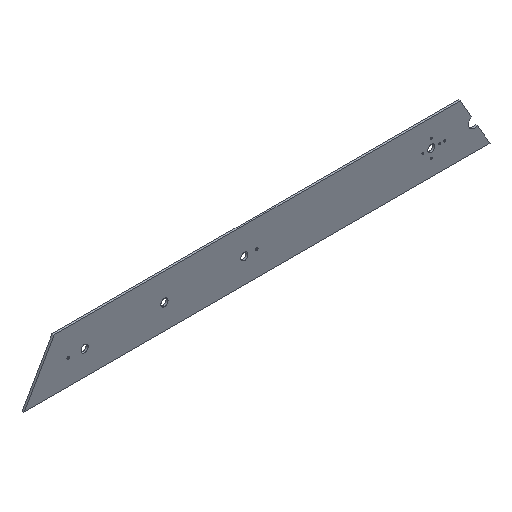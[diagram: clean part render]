
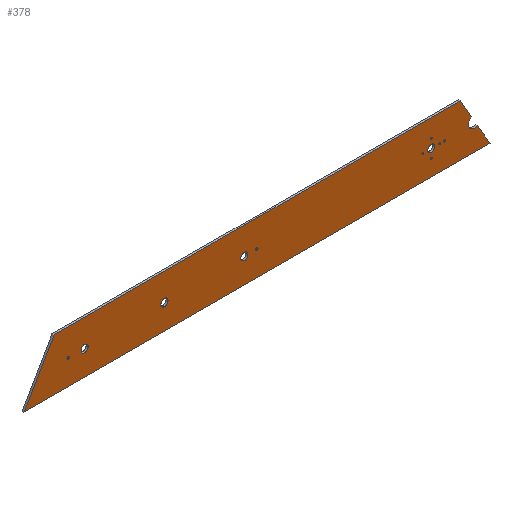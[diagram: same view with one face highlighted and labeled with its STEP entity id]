
A CAD part, isometric view. The second image highlights one B-rep face of the part: STEP entity #378.
In plain terms, the highlighted planar face has unit normal (0, -1, 0).
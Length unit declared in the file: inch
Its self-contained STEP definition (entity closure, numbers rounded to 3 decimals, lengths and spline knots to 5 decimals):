
#30=FACE_BOUND('',#89,.T.);
#31=FACE_BOUND('',#90,.T.);
#32=FACE_BOUND('',#91,.T.);
#33=FACE_BOUND('',#92,.T.);
#34=FACE_BOUND('',#93,.T.);
#35=FACE_BOUND('',#94,.T.);
#36=FACE_BOUND('',#95,.T.);
#37=FACE_BOUND('',#96,.T.);
#38=FACE_BOUND('',#97,.T.);
#39=FACE_BOUND('',#98,.T.);
#40=FACE_BOUND('',#99,.T.);
#66=FACE_OUTER_BOUND('',#88,.T.);
#88=EDGE_LOOP('',(#285,#286,#287,#288,#289,#290));
#89=EDGE_LOOP('',(#291));
#90=EDGE_LOOP('',(#292));
#91=EDGE_LOOP('',(#293));
#92=EDGE_LOOP('',(#294));
#93=EDGE_LOOP('',(#295));
#94=EDGE_LOOP('',(#296));
#95=EDGE_LOOP('',(#297));
#96=EDGE_LOOP('',(#298));
#97=EDGE_LOOP('',(#299));
#98=EDGE_LOOP('',(#300));
#99=EDGE_LOOP('',(#301));
#146=LINE('',#579,#162);
#147=LINE('',#581,#163);
#148=LINE('',#583,#164);
#149=LINE('',#585,#165);
#150=LINE('',#586,#166);
#162=VECTOR('',#463,2.84112);
#163=VECTOR('',#464,50.80812);
#164=VECTOR('',#465,7.50555);
#165=VECTOR('',#466,58.31368);
#166=VECTOR('',#467,3.16443);
#178=CIRCLE('',#409,0.75);
#179=CIRCLE('',#410,0.445);
#180=CIRCLE('',#411,0.445);
#181=CIRCLE('',#412,0.445);
#182=CIRCLE('',#413,0.1325);
#183=CIRCLE('',#414,0.1325);
#184=CIRCLE('',#415,0.4375);
#185=CIRCLE('',#416,0.103);
#186=CIRCLE('',#417,0.103);
#187=CIRCLE('',#418,0.103);
#188=CIRCLE('',#419,0.103);
#189=CIRCLE('',#420,0.1325);
#205=VERTEX_POINT('',#575);
#206=VERTEX_POINT('',#576);
#207=VERTEX_POINT('',#578);
#208=VERTEX_POINT('',#580);
#209=VERTEX_POINT('',#582);
#210=VERTEX_POINT('',#584);
#211=VERTEX_POINT('',#587);
#212=VERTEX_POINT('',#589);
#213=VERTEX_POINT('',#591);
#214=VERTEX_POINT('',#593);
#215=VERTEX_POINT('',#595);
#216=VERTEX_POINT('',#597);
#217=VERTEX_POINT('',#599);
#218=VERTEX_POINT('',#601);
#219=VERTEX_POINT('',#603);
#220=VERTEX_POINT('',#605);
#221=VERTEX_POINT('',#607);
#242=EDGE_CURVE('',#205,#206,#178,.T.);
#243=EDGE_CURVE('',#207,#205,#146,.T.);
#244=EDGE_CURVE('',#207,#208,#147,.T.);
#245=EDGE_CURVE('',#209,#208,#148,.T.);
#246=EDGE_CURVE('',#209,#210,#149,.T.);
#247=EDGE_CURVE('',#206,#210,#150,.T.);
#248=EDGE_CURVE('',#211,#211,#179,.T.);
#249=EDGE_CURVE('',#212,#212,#180,.T.);
#250=EDGE_CURVE('',#213,#213,#181,.T.);
#251=EDGE_CURVE('',#214,#214,#182,.T.);
#252=EDGE_CURVE('',#215,#215,#183,.T.);
#253=EDGE_CURVE('',#216,#216,#184,.T.);
#254=EDGE_CURVE('',#217,#217,#185,.T.);
#255=EDGE_CURVE('',#218,#218,#186,.T.);
#256=EDGE_CURVE('',#219,#219,#187,.T.);
#257=EDGE_CURVE('',#220,#220,#188,.T.);
#258=EDGE_CURVE('',#221,#221,#189,.T.);
#285=ORIENTED_EDGE('',*,*,#242,.F.);
#286=ORIENTED_EDGE('',*,*,#243,.F.);
#287=ORIENTED_EDGE('',*,*,#244,.T.);
#288=ORIENTED_EDGE('',*,*,#245,.F.);
#289=ORIENTED_EDGE('',*,*,#246,.T.);
#290=ORIENTED_EDGE('',*,*,#247,.F.);
#291=ORIENTED_EDGE('',*,*,#248,.F.);
#292=ORIENTED_EDGE('',*,*,#249,.F.);
#293=ORIENTED_EDGE('',*,*,#250,.F.);
#294=ORIENTED_EDGE('',*,*,#251,.F.);
#295=ORIENTED_EDGE('',*,*,#252,.F.);
#296=ORIENTED_EDGE('',*,*,#253,.F.);
#297=ORIENTED_EDGE('',*,*,#254,.F.);
#298=ORIENTED_EDGE('',*,*,#255,.F.);
#299=ORIENTED_EDGE('',*,*,#256,.F.);
#300=ORIENTED_EDGE('',*,*,#257,.F.);
#301=ORIENTED_EDGE('',*,*,#258,.F.);
#371=PLANE('',#408);
#378=ADVANCED_FACE('',(#66,#30,#31,#32,#33,#34,#35,#36,#37,#38,#39,#40),
#371,.F.);
#408=AXIS2_PLACEMENT_3D('',#574,#459,#460);
#409=AXIS2_PLACEMENT_3D('',#577,#461,#462);
#410=AXIS2_PLACEMENT_3D('',#588,#468,#469);
#411=AXIS2_PLACEMENT_3D('',#590,#470,#471);
#412=AXIS2_PLACEMENT_3D('',#592,#472,#473);
#413=AXIS2_PLACEMENT_3D('',#594,#474,#475);
#414=AXIS2_PLACEMENT_3D('',#596,#476,#477);
#415=AXIS2_PLACEMENT_3D('',#598,#478,#479);
#416=AXIS2_PLACEMENT_3D('',#600,#480,#481);
#417=AXIS2_PLACEMENT_3D('',#602,#482,#483);
#418=AXIS2_PLACEMENT_3D('',#604,#484,#485);
#419=AXIS2_PLACEMENT_3D('',#606,#486,#487);
#420=AXIS2_PLACEMENT_3D('',#608,#488,#489);
#459=DIRECTION('center_axis',(0.,1.,0.));
#460=DIRECTION('ref_axis',(1.,0.,0.));
#461=DIRECTION('center_axis',(0.,-1.,0.));
#462=DIRECTION('ref_axis',(-0.5,0.,0.866));
#463=DIRECTION('',(0.5,0.,-0.866));
#464=DIRECTION('',(-1.,0.,0.));
#465=DIRECTION('',(0.5,0.,0.866));
#466=DIRECTION('',(1.,0.,0.));
#467=DIRECTION('',(0.5,0.,-0.866));
#468=DIRECTION('center_axis',(0.,-1.,0.));
#469=DIRECTION('ref_axis',(-1.,0.,0.));
#470=DIRECTION('center_axis',(0.,-1.,0.));
#471=DIRECTION('ref_axis',(-1.,0.,0.));
#472=DIRECTION('center_axis',(0.,-1.,0.));
#473=DIRECTION('ref_axis',(-1.,0.,0.));
#474=DIRECTION('center_axis',(0.,-1.,0.));
#475=DIRECTION('ref_axis',(-1.,0.,0.));
#476=DIRECTION('center_axis',(0.,-1.,0.));
#477=DIRECTION('ref_axis',(-1.,0.,0.));
#478=DIRECTION('center_axis',(0.,-1.,0.));
#479=DIRECTION('ref_axis',(-1.,0.,0.));
#480=DIRECTION('center_axis',(0.,-1.,0.));
#481=DIRECTION('ref_axis',(-1.,0.,0.));
#482=DIRECTION('center_axis',(0.,-1.,0.));
#483=DIRECTION('ref_axis',(-1.,0.,0.));
#484=DIRECTION('center_axis',(0.,-1.,0.));
#485=DIRECTION('ref_axis',(-1.,0.,0.));
#486=DIRECTION('center_axis',(0.,-1.,0.));
#487=DIRECTION('ref_axis',(-1.,0.,0.));
#488=DIRECTION('center_axis',(0.,-1.,0.));
#489=DIRECTION('ref_axis',(-1.,0.,0.));
#574=CARTESIAN_POINT('Origin',(0.,0.,0.));
#575=CARTESIAN_POINT('',(26.82462,0.,0.91452));
#576=CARTESIAN_POINT('',(27.57462,0.,-0.38452));
#577=CARTESIAN_POINT('Origin',(27.19962,0.,0.265));
#578=CARTESIAN_POINT('',(25.40406,0.,3.375));
#579=CARTESIAN_POINT('',(25.40406,0.,3.375));
#580=CARTESIAN_POINT('',(-25.40406,0.,3.375));
#581=CARTESIAN_POINT('',(25.40406,0.,3.375));
#582=CARTESIAN_POINT('',(-29.15684,0.,-3.125));
#583=CARTESIAN_POINT('',(-29.15684,0.,-3.125));
#584=CARTESIAN_POINT('',(29.15684,0.,-3.125));
#585=CARTESIAN_POINT('',(-29.15684,0.,-3.125));
#586=CARTESIAN_POINT('',(27.57462,0.,-0.38452));
#587=CARTESIAN_POINT('',(-22.02362,0.,0.));
#588=CARTESIAN_POINT('Origin',(-21.57862,0.,0.));
#589=CARTESIAN_POINT('',(-12.02362,0.,0.));
#590=CARTESIAN_POINT('Origin',(-11.57862,0.,0.));
#591=CARTESIAN_POINT('',(-2.02362,0.,0.));
#592=CARTESIAN_POINT('Origin',(-1.57862,0.,0.));
#593=CARTESIAN_POINT('',(-23.7575,0.,0.));
#594=CARTESIAN_POINT('Origin',(-23.625,0.,0.));
#595=CARTESIAN_POINT('',(23.3675,0.,0.));
#596=CARTESIAN_POINT('Origin',(23.5,0.,0.));
#597=CARTESIAN_POINT('',(21.375,0.,0.));
#598=CARTESIAN_POINT('Origin',(21.8125,0.,0.));
#599=CARTESIAN_POINT('',(21.7095,0.,-1.0625));
#600=CARTESIAN_POINT('Origin',(21.8125,0.,-1.0625));
#601=CARTESIAN_POINT('',(21.7095,0.,1.063));
#602=CARTESIAN_POINT('Origin',(21.8125,0.,1.063));
#603=CARTESIAN_POINT('',(20.647,0.,0.));
#604=CARTESIAN_POINT('Origin',(20.75,0.,0.));
#605=CARTESIAN_POINT('',(22.772,0.,0.));
#606=CARTESIAN_POINT('Origin',(22.875,0.,0.));
#607=CARTESIAN_POINT('',(-0.1325,0.,0.));
#608=CARTESIAN_POINT('Origin',(0.,0.,0.));
